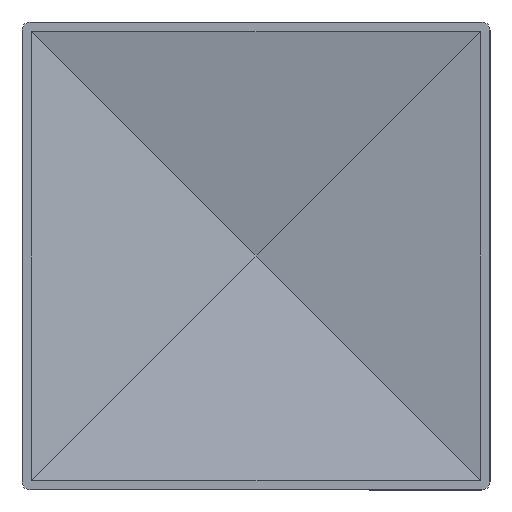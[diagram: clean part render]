
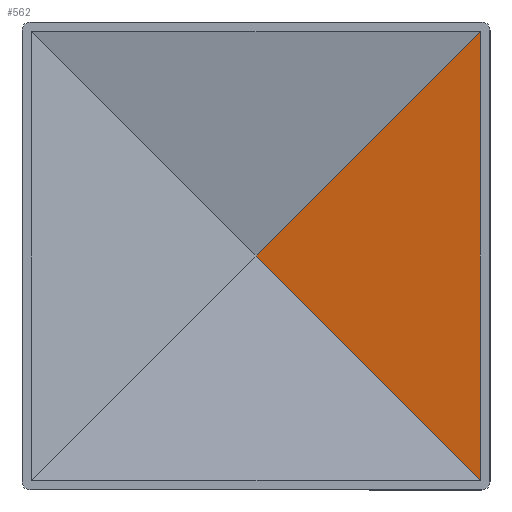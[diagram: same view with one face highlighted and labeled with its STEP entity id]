
A CAD part, front view. The second image highlights one B-rep face of the part: STEP entity #562.
In plain terms, the highlighted planar face has unit normal (-0.203, -0.979, 0).
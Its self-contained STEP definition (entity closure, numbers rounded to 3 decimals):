
#247 = VERTEX_POINT ( 'NONE', #3992 ) ;
#506 = DIRECTION ( 'NONE',  ( 0.7, -0.145, -0.7 ) ) ;
#562 = ADVANCED_FACE ( 'NONE', ( #3612 ), #6028, .T. ) ;
#2846 = EDGE_CURVE ( 'NONE', #4340, #7037, #9381, .T. ) ;
#2861 = CARTESIAN_POINT ( 'NONE',  ( 40.7, 6.256, 40.7 ) ) ;
#3612 = FACE_OUTER_BOUND ( 'NONE', #11262, .T. ) ;
#3992 = CARTESIAN_POINT ( 'NONE',  ( 40.7, 6.256, -40.7 ) ) ;
#4340 = VERTEX_POINT ( 'NONE', #4696 ) ;
#4696 = CARTESIAN_POINT ( 'NONE',  ( 0., 14.694, 0. ) ) ;
#5046 = CARTESIAN_POINT ( 'NONE',  ( -19.312, 18.697, -19.312 ) ) ;
#5074 = ORIENTED_EDGE ( 'NONE', *, *, #7463, .T. ) ;
#5756 = VECTOR ( 'NONE', #10855, 1000. ) ;
#6028 = PLANE ( 'NONE',  #7934 ) ;
#6509 = CARTESIAN_POINT ( 'NONE',  ( 40.7, 6.256, -42.5 ) ) ;
#6774 = DIRECTION ( 'NONE',  ( 0.7, -0.145, 0.7 ) ) ;
#7037 = VERTEX_POINT ( 'NONE', #2861 ) ;
#7124 = VECTOR ( 'NONE', #6774, 1000. ) ;
#7428 = LINE ( 'NONE', #6509, #5756 ) ;
#7463 = EDGE_CURVE ( 'NONE', #247, #7037, #7428, .T. ) ;
#7685 = CARTESIAN_POINT ( 'NONE',  ( 2.921, 14.088, -42.5 ) ) ;
#7697 = CARTESIAN_POINT ( 'NONE',  ( 22.294, 10.072, -22.294 ) ) ;
#7733 = DIRECTION ( 'NONE',  ( 0.979, -0.203, 0. ) ) ;
#7934 = AXIS2_PLACEMENT_3D ( 'NONE', #7685, #8664, #7733 ) ;
#8527 = ORIENTED_EDGE ( 'NONE', *, *, #9061, .T. ) ;
#8664 = DIRECTION ( 'NONE',  ( -0.203, -0.979, 0. ) ) ;
#9061 = EDGE_CURVE ( 'NONE', #4340, #247, #10560, .T. ) ;
#9381 = LINE ( 'NONE', #5046, #7124 ) ;
#9569 = VECTOR ( 'NONE', #506, 1000. ) ;
#10560 = LINE ( 'NONE', #7697, #9569 ) ;
#10855 = DIRECTION ( 'NONE',  ( 0., 0., 1. ) ) ;
#10992 = ORIENTED_EDGE ( 'NONE', *, *, #2846, .F. ) ;
#11262 = EDGE_LOOP ( 'NONE', ( #8527, #5074, #10992 ) ) ;
